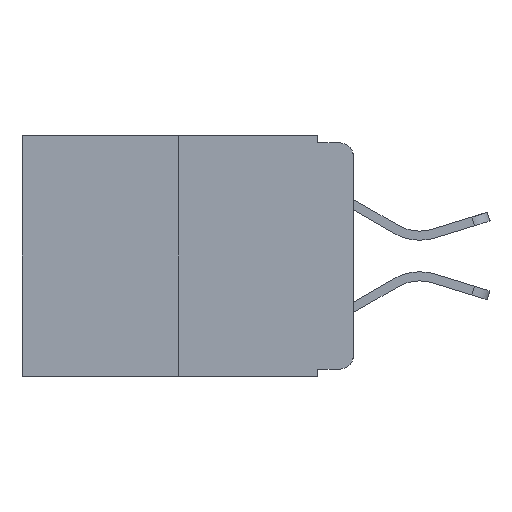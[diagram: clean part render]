
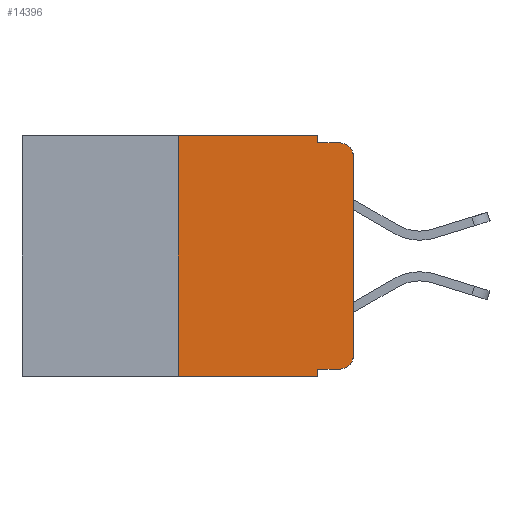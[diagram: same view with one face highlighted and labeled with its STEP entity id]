
A CAD part, left-side view. The second image highlights one B-rep face of the part: STEP entity #14396.
In plain terms, the highlighted planar face has unit normal (-1, 0, 0).
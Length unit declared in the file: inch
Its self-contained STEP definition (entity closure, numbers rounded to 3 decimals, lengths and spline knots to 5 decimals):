
#254 = CARTESIAN_POINT ( 'NONE',  ( 0., 0.473, 0. ) ) ;
#928 = VECTOR ( 'NONE', #7538, 39.37008 ) ;
#1745 = VERTEX_POINT ( 'NONE', #14589 ) ;
#1776 = EDGE_CURVE ( 'NONE', #16421, #18475, #16167, .T. ) ;
#1893 = CARTESIAN_POINT ( 'NONE',  ( 0., 0.051, -0.333 ) ) ;
#2176 = VECTOR ( 'NONE', #10491, 39.37008 ) ;
#2223 = VECTOR ( 'NONE', #11505, 39.37008 ) ;
#2287 = LINE ( 'NONE', #1893, #12083 ) ;
#2603 = DIRECTION ( 'NONE',  ( 0., -1., 0. ) ) ;
#2822 = DIRECTION ( 'NONE',  ( -1., 0., 0. ) ) ;
#3205 = LINE ( 'NONE', #16693, #11918 ) ;
#3471 = CARTESIAN_POINT ( 'NONE',  ( 0., 0.25, 0. ) ) ;
#3480 = LINE ( 'NONE', #14651, #7578 ) ;
#3680 = CARTESIAN_POINT ( 'NONE',  ( 0., 0.25, 0. ) ) ;
#3734 = CARTESIAN_POINT ( 'NONE',  ( 0., 0.02, -0.01 ) ) ;
#3750 = PLANE ( 'NONE',  #9610 ) ;
#3832 = CARTESIAN_POINT ( 'NONE',  ( 0., 0., -0.313 ) ) ;
#4819 = CIRCLE ( 'NONE', #19207, 0.02 ) ;
#5099 = CARTESIAN_POINT ( 'NONE',  ( 0., 0.051, -0.343 ) ) ;
#5568 = LINE ( 'NONE', #19465, #928 ) ;
#5641 = EDGE_CURVE ( 'NONE', #18352, #21581, #2287, .T. ) ;
#5833 = LINE ( 'NONE', #15238, #14400 ) ;
#6290 = EDGE_LOOP ( 'NONE', ( #21745, #16810, #15710, #13326, #9876, #7855, #7628, #15733, #20967, #18732 ) ) ;
#6341 = VERTEX_POINT ( 'NONE', #3680 ) ;
#6697 = DIRECTION ( 'NONE',  ( 0., 0., -1. ) ) ;
#6795 = LINE ( 'NONE', #3471, #2176 ) ;
#6808 = CARTESIAN_POINT ( 'NONE',  ( 0., 0.051, -0.333 ) ) ;
#6827 = CARTESIAN_POINT ( 'NONE',  ( 0., 0.02, -0.313 ) ) ;
#6839 = LINE ( 'NONE', #9760, #2223 ) ;
#7243 = AXIS2_PLACEMENT_3D ( 'NONE', #13194, #2822, #14876 ) ;
#7538 = DIRECTION ( 'NONE',  ( 0., -1., 0. ) ) ;
#7578 = VECTOR ( 'NONE', #2603, 39.37008 ) ;
#7628 = ORIENTED_EDGE ( 'NONE', *, *, #16808, .T. ) ;
#7855 = ORIENTED_EDGE ( 'NONE', *, *, #20201, .F. ) ;
#8609 = DIRECTION ( 'NONE',  ( 0., 0., -1. ) ) ;
#8709 = EDGE_CURVE ( 'NONE', #21581, #12535, #4819, .T. ) ;
#9017 = DIRECTION ( 'NONE',  ( 0., 0., -1. ) ) ;
#9610 = AXIS2_PLACEMENT_3D ( 'NONE', #254, #19195, #9017 ) ;
#9760 = CARTESIAN_POINT ( 'NONE',  ( 0., 0., 0. ) ) ;
#9876 = ORIENTED_EDGE ( 'NONE', *, *, #10713, .F. ) ;
#10152 = CARTESIAN_POINT ( 'NONE',  ( 0., 0., -0.03 ) ) ;
#10491 = DIRECTION ( 'NONE',  ( 0., 0., 1. ) ) ;
#10713 = EDGE_CURVE ( 'NONE', #6341, #16421, #5568, .T. ) ;
#11021 = CARTESIAN_POINT ( 'NONE',  ( 0., 0.051, 0. ) ) ;
#11505 = DIRECTION ( 'NONE',  ( 0., 0., 1. ) ) ;
#11918 = VECTOR ( 'NONE', #20162, 39.37008 ) ;
#12083 = VECTOR ( 'NONE', #12288, 39.37008 ) ;
#12092 = EDGE_CURVE ( 'NONE', #18843, #14953, #13347, .T. ) ;
#12288 = DIRECTION ( 'NONE',  ( 0., -1., 0. ) ) ;
#12535 = VERTEX_POINT ( 'NONE', #3832 ) ;
#12642 = CARTESIAN_POINT ( 'NONE',  ( 0., 0.051, -0.01 ) ) ;
#12997 = EDGE_CURVE ( 'NONE', #18352, #19511, #5833, .T. ) ;
#13194 = CARTESIAN_POINT ( 'NONE',  ( 0., 0.02, -0.03 ) ) ;
#13326 = ORIENTED_EDGE ( 'NONE', *, *, #1776, .F. ) ;
#13347 = CIRCLE ( 'NONE', #7243, 0.02 ) ;
#13556 = DIRECTION ( 'NONE',  ( 0., 0., -1. ) ) ;
#14396 = ADVANCED_FACE ( 'NONE', ( #17043 ), #3750, .F. ) ;
#14400 = VECTOR ( 'NONE', #6697, 39.37008 ) ;
#14589 = CARTESIAN_POINT ( 'NONE',  ( 0., 0.25, -0.343 ) ) ;
#14651 = CARTESIAN_POINT ( 'NONE',  ( 0., 0.473, -0.343 ) ) ;
#14876 = DIRECTION ( 'NONE',  ( 0., 0., -1. ) ) ;
#14953 = VERTEX_POINT ( 'NONE', #3734 ) ;
#15143 = CARTESIAN_POINT ( 'NONE',  ( 0., 0.02, -0.333 ) ) ;
#15238 = CARTESIAN_POINT ( 'NONE',  ( 0., 0.051, 0. ) ) ;
#15710 = ORIENTED_EDGE ( 'NONE', *, *, #22060, .F. ) ;
#15733 = ORIENTED_EDGE ( 'NONE', *, *, #12997, .F. ) ;
#16167 = LINE ( 'NONE', #11021, #20125 ) ;
#16421 = VERTEX_POINT ( 'NONE', #20376 ) ;
#16693 = CARTESIAN_POINT ( 'NONE',  ( 0., 0.051, -0.01 ) ) ;
#16808 = EDGE_CURVE ( 'NONE', #1745, #19511, #3480, .T. ) ;
#16810 = ORIENTED_EDGE ( 'NONE', *, *, #12092, .T. ) ;
#17043 = FACE_OUTER_BOUND ( 'NONE', #6290, .T. ) ;
#18352 = VERTEX_POINT ( 'NONE', #6808 ) ;
#18475 = VERTEX_POINT ( 'NONE', #12642 ) ;
#18732 = ORIENTED_EDGE ( 'NONE', *, *, #8709, .T. ) ;
#18798 = DIRECTION ( 'NONE',  ( -1., 0., 0. ) ) ;
#18843 = VERTEX_POINT ( 'NONE', #10152 ) ;
#19195 = DIRECTION ( 'NONE',  ( 1., 0., 0. ) ) ;
#19207 = AXIS2_PLACEMENT_3D ( 'NONE', #6827, #18798, #8609 ) ;
#19307 = EDGE_CURVE ( 'NONE', #12535, #18843, #6839, .T. ) ;
#19465 = CARTESIAN_POINT ( 'NONE',  ( 0., 0.473, 0. ) ) ;
#19511 = VERTEX_POINT ( 'NONE', #5099 ) ;
#20125 = VECTOR ( 'NONE', #13556, 39.37008 ) ;
#20162 = DIRECTION ( 'NONE',  ( 0., -1., 0. ) ) ;
#20201 = EDGE_CURVE ( 'NONE', #1745, #6341, #6795, .T. ) ;
#20376 = CARTESIAN_POINT ( 'NONE',  ( 0., 0.051, 0. ) ) ;
#20967 = ORIENTED_EDGE ( 'NONE', *, *, #5641, .T. ) ;
#21581 = VERTEX_POINT ( 'NONE', #15143 ) ;
#21745 = ORIENTED_EDGE ( 'NONE', *, *, #19307, .T. ) ;
#22060 = EDGE_CURVE ( 'NONE', #18475, #14953, #3205, .T. ) ;
